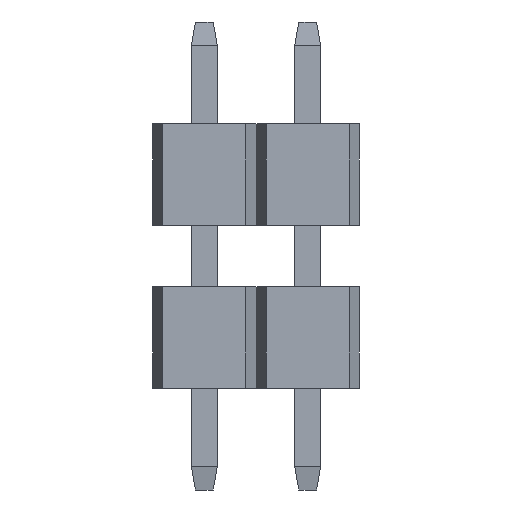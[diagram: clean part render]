
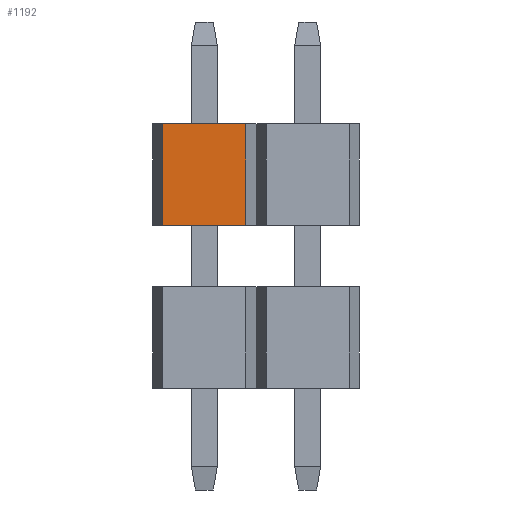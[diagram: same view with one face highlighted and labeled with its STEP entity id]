
A CAD part, front view. The second image highlights one B-rep face of the part: STEP entity #1192.
In plain terms, the highlighted planar face has unit normal (0, -1, 0).
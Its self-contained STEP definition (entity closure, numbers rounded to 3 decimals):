
#92 = CARTESIAN_POINT ( 'NONE',  ( -50.55, -1.25, 4. ) ) ;
#225 = DIRECTION ( 'NONE',  ( 0., 0., 1. ) ) ;
#450 = LINE ( 'NONE', #1033, #1278 ) ;
#506 = DIRECTION ( 'NONE',  ( 0., 0., 1. ) ) ;
#584 = VECTOR ( 'NONE', #506, 1000. ) ;
#646 = LINE ( 'NONE', #1280, #2466 ) ;
#843 = DIRECTION ( 'NONE',  ( 0., 0., 1. ) ) ;
#948 = EDGE_LOOP ( 'NONE', ( #1270, #2459, #962, #1733 ) ) ;
#962 = ORIENTED_EDGE ( 'NONE', *, *, #1757, .F. ) ;
#972 = VECTOR ( 'NONE', #1613, 1000. ) ;
#999 = VERTEX_POINT ( 'NONE', #92 ) ;
#1021 = LINE ( 'NONE', #2195, #972 ) ;
#1033 = CARTESIAN_POINT ( 'NONE',  ( -48.51, -1.25, 4. ) ) ;
#1038 = PLANE ( 'NONE',  #1722 ) ;
#1102 = CARTESIAN_POINT ( 'NONE',  ( -50.55, -1.25, 4. ) ) ;
#1121 = VERTEX_POINT ( 'NONE', #2284 ) ;
#1192 = ADVANCED_FACE ( 'NONE', ( #2139 ), #1038, .F. ) ;
#1245 = LINE ( 'NONE', #1102, #584 ) ;
#1270 = ORIENTED_EDGE ( 'NONE', *, *, #2174, .T. ) ;
#1278 = VECTOR ( 'NONE', #843, 1000. ) ;
#1280 = CARTESIAN_POINT ( 'NONE',  ( -50.8, -1.25, 4. ) ) ;
#1398 = CARTESIAN_POINT ( 'NONE',  ( -50.8, -1.25, 6.5 ) ) ;
#1407 = DIRECTION ( 'NONE',  ( 0., 1., 0. ) ) ;
#1613 = DIRECTION ( 'NONE',  ( 1., 0., 0. ) ) ;
#1624 = CARTESIAN_POINT ( 'NONE',  ( -48.51, -1.25, 4. ) ) ;
#1640 = VERTEX_POINT ( 'NONE', #1624 ) ;
#1719 = VERTEX_POINT ( 'NONE', #2019 ) ;
#1722 = AXIS2_PLACEMENT_3D ( 'NONE', #1398, #1407, #225 ) ;
#1733 = ORIENTED_EDGE ( 'NONE', *, *, #2372, .F. ) ;
#1757 = EDGE_CURVE ( 'NONE', #1121, #1719, #1021, .T. ) ;
#1769 = EDGE_CURVE ( 'NONE', #1640, #1719, #450, .T. ) ;
#2019 = CARTESIAN_POINT ( 'NONE',  ( -48.51, -1.25, 6.5 ) ) ;
#2050 = DIRECTION ( 'NONE',  ( 1., 0., 0. ) ) ;
#2139 = FACE_OUTER_BOUND ( 'NONE', #948, .T. ) ;
#2174 = EDGE_CURVE ( 'NONE', #999, #1640, #646, .T. ) ;
#2195 = CARTESIAN_POINT ( 'NONE',  ( -50.8, -1.25, 6.5 ) ) ;
#2284 = CARTESIAN_POINT ( 'NONE',  ( -50.55, -1.25, 6.5 ) ) ;
#2372 = EDGE_CURVE ( 'NONE', #999, #1121, #1245, .T. ) ;
#2459 = ORIENTED_EDGE ( 'NONE', *, *, #1769, .T. ) ;
#2466 = VECTOR ( 'NONE', #2050, 1000. ) ;
